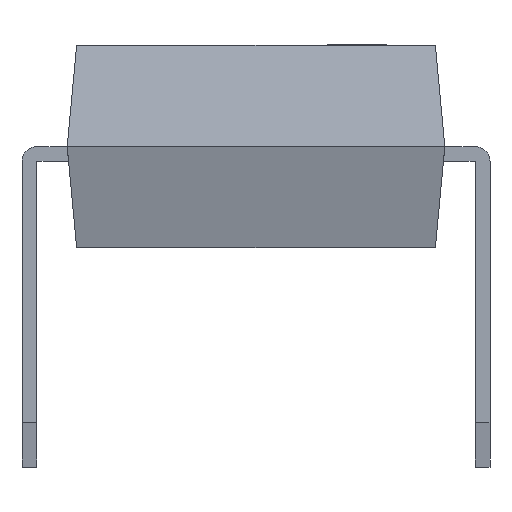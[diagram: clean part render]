
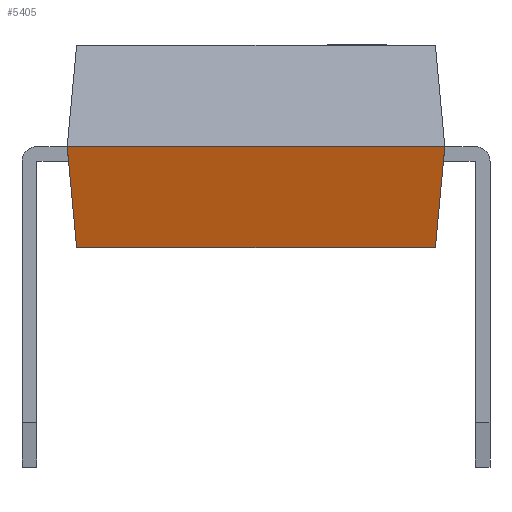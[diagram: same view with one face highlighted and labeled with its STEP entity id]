
A CAD part, front view. The second image highlights one B-rep face of the part: STEP entity #5405.
In plain terms, the highlighted free-form (B-spline) face has degree [1, 1] with [2, 2] control points.
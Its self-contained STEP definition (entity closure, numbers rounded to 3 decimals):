
#1300 = VERTEX_POINT('',#1301);
#1301 = CARTESIAN_POINT('',(3.175,-9.653,2.21));
#1322 = EDGE_CURVE('',#1323,#1300,#1325,.T.);
#1323 = VERTEX_POINT('',#1324);
#1324 = CARTESIAN_POINT('',(-3.175,-9.653,2.21));
#1325 = LINE('',#1326,#1327);
#1326 = CARTESIAN_POINT('',(-3.175,-9.653,2.21));
#1327 = VECTOR('',#1328,1.);
#1328 = DIRECTION('',(1.,0.,0.));
#4924 = EDGE_CURVE('',#1300,#4925,#4927,.T.);
#4925 = VERTEX_POINT('',#4926);
#4926 = CARTESIAN_POINT('',(3.016,-9.17,0.51));
#4927 = B_SPLINE_CURVE_WITH_KNOTS('',1,(#4928,#4929),.UNSPECIFIED.,.F.,
  .F.,(2,2),(0.,1.),.PIECEWISE_BEZIER_KNOTS.);
#4928 = CARTESIAN_POINT('',(3.175,-9.653,2.21));
#4929 = CARTESIAN_POINT('',(3.016,-9.17,0.51));
#5405 = ADVANCED_FACE('',(#5406),#5423,.F.);
#5406 = FACE_BOUND('',#5407,.F.);
#5407 = EDGE_LOOP('',(#5408,#5409,#5410,#5418));
#5408 = ORIENTED_EDGE('',*,*,#1322,.T.);
#5409 = ORIENTED_EDGE('',*,*,#4924,.T.);
#5410 = ORIENTED_EDGE('',*,*,#5411,.F.);
#5411 = EDGE_CURVE('',#5412,#4925,#5414,.T.);
#5412 = VERTEX_POINT('',#5413);
#5413 = CARTESIAN_POINT('',(-3.016,-9.17,0.51));
#5414 = LINE('',#5415,#5416);
#5415 = CARTESIAN_POINT('',(-3.016,-9.17,0.51));
#5416 = VECTOR('',#5417,1.);
#5417 = DIRECTION('',(1.,0.,0.));
#5418 = ORIENTED_EDGE('',*,*,#5419,.F.);
#5419 = EDGE_CURVE('',#1323,#5412,#5420,.T.);
#5420 = B_SPLINE_CURVE_WITH_KNOTS('',1,(#5421,#5422),.UNSPECIFIED.,.F.,
  .F.,(2,2),(0.,1.),.PIECEWISE_BEZIER_KNOTS.);
#5421 = CARTESIAN_POINT('',(-3.175,-9.653,2.21));
#5422 = CARTESIAN_POINT('',(-3.016,-9.17,0.51));
#5423 = B_SPLINE_SURFACE_WITH_KNOTS('',1,1,(
    (#5424,#5425)
    ,(#5426,#5427
    )),.UNSPECIFIED.,.F.,.F.,.F.,(2,2),(2,2),(0.,6.35),(0.,1.),
  .PIECEWISE_BEZIER_KNOTS.);
#5424 = CARTESIAN_POINT('',(-3.175,-9.653,2.21));
#5425 = CARTESIAN_POINT('',(-3.016,-9.17,0.51));
#5426 = CARTESIAN_POINT('',(3.175,-9.653,2.21));
#5427 = CARTESIAN_POINT('',(3.016,-9.17,0.51));
